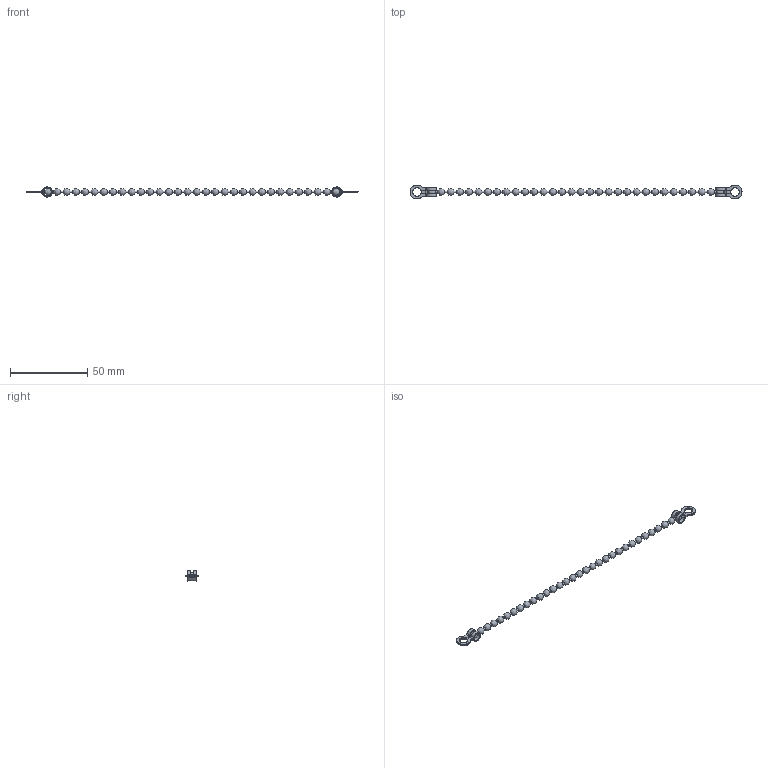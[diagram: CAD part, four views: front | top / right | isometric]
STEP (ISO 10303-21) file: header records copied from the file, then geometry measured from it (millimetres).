
FILE_DESCRIPTION((''),'2;1');
FILE_NAME('','2009-10-15T11:19:00',(''),(''),'','CADfix','');
FILE_SCHEMA(('AUTOMOTIVE_DESIGN { 1 0 10303 214 1 1 1 1 }'));
Length unit declared in the file: millimetre
Bounding box: 214.3 x 9 x 6.5 mm (x, y, z)
Volume: 1727.6 mm3; surface area: 4138.7 mm2
Topology: 35 solids, 35 shells, 144 faces, 470 edges, 360 vertices
Faces by surface type: bspline 144
Entity records: 7580 total; most frequent: CARTESIAN_POINT 4592, ORIENTED_EDGE 940, EDGE_CURVE 470, VERTEX_POINT 360, EDGE_LOOP 180, FACE_OUTER_BOUND 144, ADVANCED_FACE 144, QUASI_UNIFORM_CURVE 138
